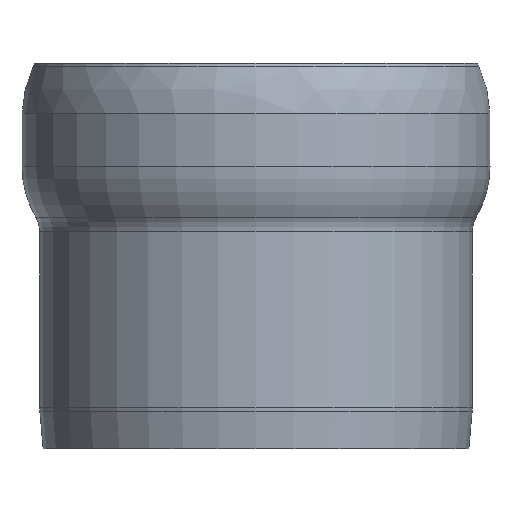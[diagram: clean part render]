
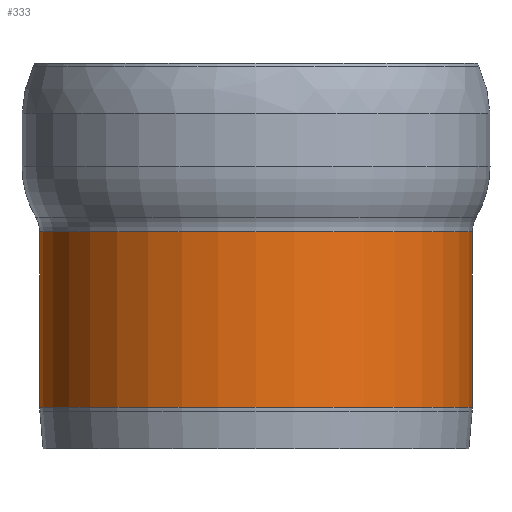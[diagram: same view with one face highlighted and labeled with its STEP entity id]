
A CAD part, front view. The second image highlights one B-rep face of the part: STEP entity #333.
In plain terms, the highlighted cylindrical face has radius 550 mm (diameter 1100 mm), a full revolution.
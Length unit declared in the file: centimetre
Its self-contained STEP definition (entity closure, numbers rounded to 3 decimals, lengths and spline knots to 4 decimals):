
#21=CYLINDRICAL_SURFACE('',#388,55.);
#29=LINE('',#646,#39);
#39=VECTOR('',#512,55.);
#66=FACE_OUTER_BOUND('',#85,.T.);
#85=EDGE_LOOP('',(#289,#290,#291,#292,#293,#294));
#121=CIRCLE('',#386,55.);
#122=CIRCLE('',#387,55.);
#123=CIRCLE('',#389,55.);
#124=CIRCLE('',#390,55.);
#153=VERTEX_POINT('',#636);
#154=VERTEX_POINT('',#638);
#155=VERTEX_POINT('',#642);
#156=VERTEX_POINT('',#643);
#199=EDGE_CURVE('',#154,#153,#121,.T.);
#200=EDGE_CURVE('',#153,#154,#122,.T.);
#201=EDGE_CURVE('',#155,#156,#123,.T.);
#202=EDGE_CURVE('',#156,#155,#124,.T.);
#203=EDGE_CURVE('',#156,#154,#29,.T.);
#289=ORIENTED_EDGE('',*,*,#201,.F.);
#290=ORIENTED_EDGE('',*,*,#202,.F.);
#291=ORIENTED_EDGE('',*,*,#203,.T.);
#292=ORIENTED_EDGE('',*,*,#199,.T.);
#293=ORIENTED_EDGE('',*,*,#200,.T.);
#294=ORIENTED_EDGE('',*,*,#203,.F.);
#333=ADVANCED_FACE('',(#66),#21,.T.);
#386=AXIS2_PLACEMENT_3D('',#639,#502,#503);
#387=AXIS2_PLACEMENT_3D('',#640,#504,#505);
#388=AXIS2_PLACEMENT_3D('',#641,#506,#507);
#389=AXIS2_PLACEMENT_3D('',#644,#508,#509);
#390=AXIS2_PLACEMENT_3D('',#645,#510,#511);
#502=DIRECTION('center_axis',(0.,0.,-1.));
#503=DIRECTION('ref_axis',(1.,0.,0.));
#504=DIRECTION('center_axis',(0.,0.,-1.));
#505=DIRECTION('ref_axis',(1.,0.,0.));
#506=DIRECTION('center_axis',(0.,0.,-1.));
#507=DIRECTION('ref_axis',(-1.,0.,0.));
#508=DIRECTION('center_axis',(0.,0.,-1.));
#509=DIRECTION('ref_axis',(1.,0.,0.));
#510=DIRECTION('center_axis',(0.,0.,-1.));
#511=DIRECTION('ref_axis',(1.,0.,0.));
#512=DIRECTION('',(0.,0.,1.));
#636=CARTESIAN_POINT('',(362.1616,160.6081,9.4176));
#638=CARTESIAN_POINT('',(417.1616,215.6081,9.4176));
#639=CARTESIAN_POINT('Origin',(362.1616,215.6081,9.4176));
#640=CARTESIAN_POINT('Origin',(362.1616,215.6081,9.4176));
#641=CARTESIAN_POINT('Origin',(362.1616,215.6081,-12.8847));
#642=CARTESIAN_POINT('',(362.1616,160.6081,-35.187));
#643=CARTESIAN_POINT('',(417.1616,215.6081,-35.187));
#644=CARTESIAN_POINT('Origin',(362.1616,215.6081,-35.187));
#645=CARTESIAN_POINT('Origin',(362.1616,215.6081,-35.187));
#646=CARTESIAN_POINT('',(417.1616,215.6081,-12.8847));
